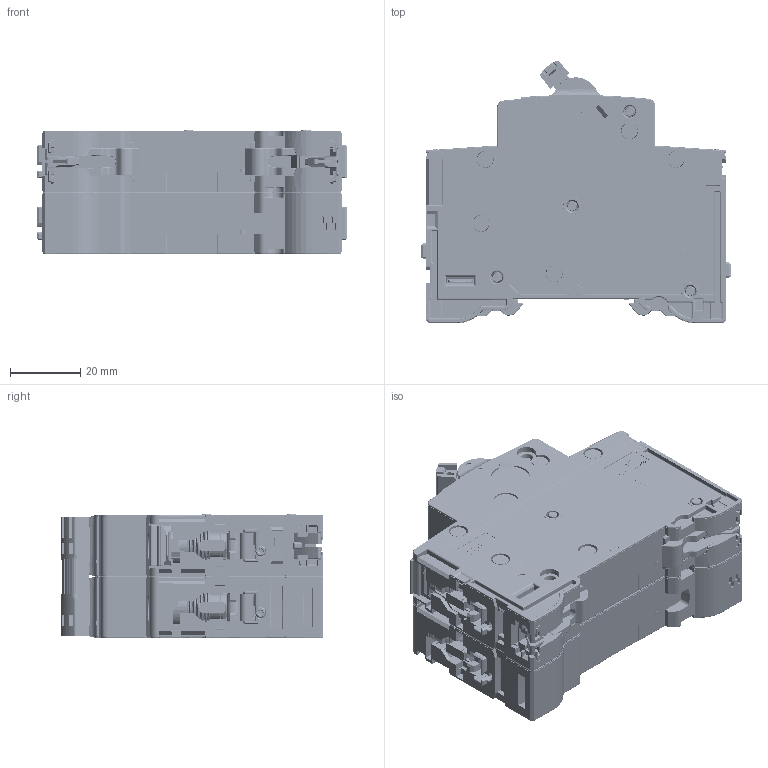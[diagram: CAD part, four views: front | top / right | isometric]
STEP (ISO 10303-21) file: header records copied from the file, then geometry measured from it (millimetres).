
FILE_DESCRIPTION((''),'2;1');
FILE_NAME('2CDS382001_SR_PRT','2021-03-31T20:28:01',('SYSTEM'),(''),'CREO PARAMETRIC BY PTC INC, 2019030','CREO PARAMETRIC BY PTC INC, 2019030','');
FILE_SCHEMA(('CONFIG_CONTROL_DESIGN','SHAPE_APPEARANCE_LAYERS_GROUPS'));
Products named in the file (1): 2CDS382001_SR_PRT
Bounding box: 88 x 74.56 x 35.2 mm (x, y, z)
Volume: 151559.1 mm3; surface area: 31858.6 mm2
Topology: 2 solids, 126 shells, 10439 faces, 28872 edges, 18788 vertices
Faces by surface type: plane 6032, cylinder 1919, bspline 971, extrusion 659, torus 480, cone 265, sphere 113
Entity records: 455003 total; most frequent: CARTESIAN_POINT 143867, ORIENTED_EDGE 57526, DIRECTION 44376, EDGE_CURVE 28763, VERTEX_POINT 18788, VECTOR 18022, LINE 17363, AXIS2_PLACEMENT_3D 13177
